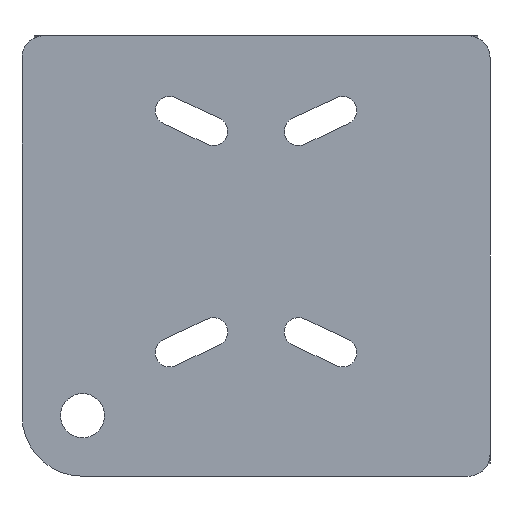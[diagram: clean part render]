
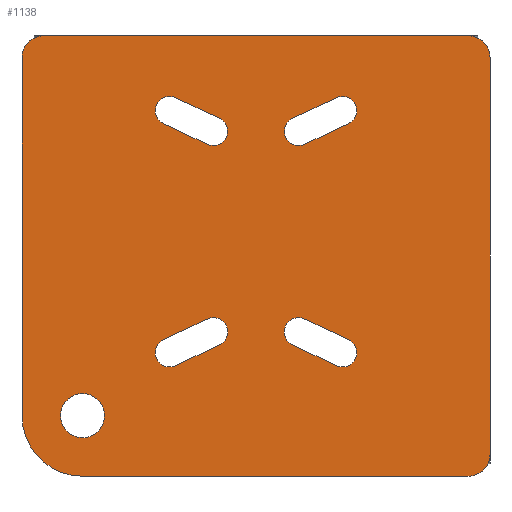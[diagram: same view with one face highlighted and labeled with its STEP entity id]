
A CAD part, front view. The second image highlights one B-rep face of the part: STEP entity #1138.
In plain terms, the highlighted planar face has unit normal (0, -1, 0).
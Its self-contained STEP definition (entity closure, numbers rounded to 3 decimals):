
#182=CARTESIAN_POINT('',(-63.,0.,-58.));
#183=DIRECTION('',(0.,-1.,0.));
#184=DIRECTION('',(-1.,0.,0.));
#185=AXIS2_PLACEMENT_3D('',#182,#183,#184);
#187=DIRECTION('',(0.,0.,1.));
#188=VECTOR('',#187,130.);
#189=CARTESIAN_POINT('',(-85.,0.,-58.));
#190=LINE('',#189,#188);
#191=DIRECTION('',(1.,0.,0.));
#192=VECTOR('',#191,154.);
#193=CARTESIAN_POINT('',(-77.,0.,80.));
#194=LINE('',#193,#192);
#195=DIRECTION('',(0.,0.,-1.));
#196=VECTOR('',#195,144.);
#197=CARTESIAN_POINT('',(85.,0.,72.));
#198=LINE('',#197,#196);
#199=DIRECTION('',(-1.,0.,0.));
#200=VECTOR('',#199,140.);
#201=CARTESIAN_POINT('',(77.,0.,-80.));
#202=LINE('',#201,#200);
#203=CARTESIAN_POINT('',(15.5,0.,45.3));
#204=DIRECTION('',(0.,1.,0.));
#205=DIRECTION('',(0.426,0.,-0.905));
#206=AXIS2_PLACEMENT_3D('',#203,#204,#205);
#208=DIRECTION('',(-0.905,0.,-0.426));
#209=VECTOR('',#208,17.6);
#210=CARTESIAN_POINT('',(33.638,0.,48.096));
#211=LINE('',#210,#209);
#212=CARTESIAN_POINT('',(31.422,0.,52.8));
#213=DIRECTION('',(0.,1.,0.));
#214=DIRECTION('',(-0.426,0.,0.905));
#215=AXIS2_PLACEMENT_3D('',#212,#213,#214);
#217=DIRECTION('',(0.905,0.,0.426));
#218=VECTOR('',#217,17.6);
#219=CARTESIAN_POINT('',(13.284,0.,50.004));
#220=LINE('',#219,#218);
#221=CARTESIAN_POINT('',(-15.5,0.,45.3));
#222=DIRECTION('',(0.,-1.,0.));
#223=DIRECTION('',(-0.426,0.,-0.905));
#224=AXIS2_PLACEMENT_3D('',#221,#222,#223);
#226=DIRECTION('',(-0.905,0.,0.426));
#227=VECTOR('',#226,17.6);
#228=CARTESIAN_POINT('',(-13.284,0.,50.004));
#229=LINE('',#228,#227);
#230=CARTESIAN_POINT('',(-31.422,0.,52.8));
#231=DIRECTION('',(0.,-1.,0.));
#232=DIRECTION('',(0.426,0.,0.905));
#233=AXIS2_PLACEMENT_3D('',#230,#231,#232);
#235=DIRECTION('',(0.905,0.,-0.426));
#236=VECTOR('',#235,17.6);
#237=CARTESIAN_POINT('',(-33.638,0.,48.096));
#238=LINE('',#237,#236);
#239=CARTESIAN_POINT('',(15.5,0.,-27.6));
#240=DIRECTION('',(0.,-1.,0.));
#241=DIRECTION('',(0.426,0.,0.905));
#242=AXIS2_PLACEMENT_3D('',#239,#240,#241);
#244=DIRECTION('',(0.905,0.,-0.426));
#245=VECTOR('',#244,17.6);
#246=CARTESIAN_POINT('',(13.284,0.,-32.304));
#247=LINE('',#246,#245);
#248=CARTESIAN_POINT('',(31.422,0.,-35.1));
#249=DIRECTION('',(0.,-1.,0.));
#250=DIRECTION('',(-0.426,0.,-0.905));
#251=AXIS2_PLACEMENT_3D('',#248,#249,#250);
#253=DIRECTION('',(-0.905,0.,0.426));
#254=VECTOR('',#253,17.6);
#255=CARTESIAN_POINT('',(33.638,0.,-30.396));
#256=LINE('',#255,#254);
#257=CARTESIAN_POINT('',(-15.5,0.,-27.6));
#258=DIRECTION('',(0.,1.,0.));
#259=DIRECTION('',(-0.426,0.,0.905));
#260=AXIS2_PLACEMENT_3D('',#257,#258,#259);
#262=DIRECTION('',(0.905,0.,0.426));
#263=VECTOR('',#262,17.6);
#264=CARTESIAN_POINT('',(-33.638,0.,-30.396));
#265=LINE('',#264,#263);
#266=CARTESIAN_POINT('',(-31.422,0.,-35.1));
#267=DIRECTION('',(0.,1.,0.));
#268=DIRECTION('',(0.426,0.,-0.905));
#269=AXIS2_PLACEMENT_3D('',#266,#267,#268);
#271=DIRECTION('',(-0.905,0.,-0.426));
#272=VECTOR('',#271,17.6);
#273=CARTESIAN_POINT('',(-13.284,0.,-32.304));
#274=LINE('',#273,#272);
#275=CARTESIAN_POINT('',(-63.,0.,-58.));
#276=DIRECTION('',(0.,-1.,0.));
#277=DIRECTION('',(0.,0.,1.));
#278=AXIS2_PLACEMENT_3D('',#275,#276,#277);
#280=CARTESIAN_POINT('',(-63.,0.,-58.));
#281=DIRECTION('',(0.,-1.,0.));
#282=DIRECTION('',(0.,0.,-1.));
#283=AXIS2_PLACEMENT_3D('',#280,#281,#282);
#298=CARTESIAN_POINT('',(-77.,0.,72.));
#299=DIRECTION('',(0.,-1.,0.));
#300=DIRECTION('',(0.,0.,1.));
#301=AXIS2_PLACEMENT_3D('',#298,#299,#300);
#316=CARTESIAN_POINT('',(77.,0.,72.));
#317=DIRECTION('',(0.,-1.,0.));
#318=DIRECTION('',(1.,0.,0.));
#319=AXIS2_PLACEMENT_3D('',#316,#317,#318);
#334=CARTESIAN_POINT('',(77.,0.,-72.));
#335=DIRECTION('',(0.,-1.,0.));
#336=DIRECTION('',(0.,0.,-1.));
#337=AXIS2_PLACEMENT_3D('',#334,#335,#336);
#712=CARTESIAN_POINT('',(85.,0.,-72.));
#714=VERTEX_POINT('',#712);
#717=CARTESIAN_POINT('',(77.,0.,-80.));
#718=VERTEX_POINT('',#717);
#720=CARTESIAN_POINT('',(77.,0.,80.));
#722=VERTEX_POINT('',#720);
#725=CARTESIAN_POINT('',(85.,0.,72.));
#726=VERTEX_POINT('',#725);
#728=CARTESIAN_POINT('',(-85.,0.,72.));
#730=VERTEX_POINT('',#728);
#733=CARTESIAN_POINT('',(-77.,0.,80.));
#734=VERTEX_POINT('',#733);
#736=CARTESIAN_POINT('',(-63.,0.,-80.));
#738=VERTEX_POINT('',#736);
#741=CARTESIAN_POINT('',(-85.,0.,-58.));
#742=VERTEX_POINT('',#741);
#757=CARTESIAN_POINT('',(17.716,0.,40.596));
#758=CARTESIAN_POINT('',(13.284,0.,50.004));
#759=VERTEX_POINT('',#757);
#760=VERTEX_POINT('',#758);
#761=CARTESIAN_POINT('',(29.206,0.,57.504));
#762=VERTEX_POINT('',#761);
#763=CARTESIAN_POINT('',(33.638,0.,48.096));
#764=VERTEX_POINT('',#763);
#773=CARTESIAN_POINT('',(-17.716,0.,40.596));
#774=CARTESIAN_POINT('',(-13.284,0.,50.004));
#775=VERTEX_POINT('',#773);
#776=VERTEX_POINT('',#774);
#777=CARTESIAN_POINT('',(-29.206,0.,57.504));
#778=VERTEX_POINT('',#777);
#779=CARTESIAN_POINT('',(-33.638,0.,48.096));
#780=VERTEX_POINT('',#779);
#789=CARTESIAN_POINT('',(17.716,0.,-22.896));
#790=CARTESIAN_POINT('',(13.284,0.,-32.304));
#791=VERTEX_POINT('',#789);
#792=VERTEX_POINT('',#790);
#793=CARTESIAN_POINT('',(29.206,0.,-39.804));
#794=VERTEX_POINT('',#793);
#795=CARTESIAN_POINT('',(33.638,0.,-30.396));
#796=VERTEX_POINT('',#795);
#805=CARTESIAN_POINT('',(-17.716,0.,-22.896));
#806=CARTESIAN_POINT('',(-13.284,0.,-32.304));
#807=VERTEX_POINT('',#805);
#808=VERTEX_POINT('',#806);
#809=CARTESIAN_POINT('',(-29.206,0.,-39.804));
#810=VERTEX_POINT('',#809);
#811=CARTESIAN_POINT('',(-33.638,0.,-30.396));
#812=VERTEX_POINT('',#811);
#907=CARTESIAN_POINT('',(-63.,0.,-50.));
#908=CARTESIAN_POINT('',(-63.,0.,-66.));
#909=VERTEX_POINT('',#907);
#910=VERTEX_POINT('',#908);
#1071=CARTESIAN_POINT('',(0.,0.,0.));
#1072=DIRECTION('',(0.,1.,0.));
#1073=DIRECTION('',(1.,0.,0.));
#1074=AXIS2_PLACEMENT_3D('',#1071,#1072,#1073);
#1075=PLANE('',#1074);
#1076=ORIENTED_EDGE('',*,*,#1052,.F.);
#1078=ORIENTED_EDGE('',*,*,#1077,.T.);
#1080=ORIENTED_EDGE('',*,*,#1079,.F.);
#1082=ORIENTED_EDGE('',*,*,#1081,.T.);
#1084=ORIENTED_EDGE('',*,*,#1083,.F.);
#1086=ORIENTED_EDGE('',*,*,#1085,.T.);
#1088=ORIENTED_EDGE('',*,*,#1087,.F.);
#1089=ORIENTED_EDGE('',*,*,#1063,.T.);
#1090=EDGE_LOOP('',(#1076,#1078,#1080,#1082,#1084,#1086,#1088,#1089));
#1091=FACE_OUTER_BOUND('',#1090,.F.);
#1093=ORIENTED_EDGE('',*,*,#1092,.F.);
#1095=ORIENTED_EDGE('',*,*,#1094,.F.);
#1097=ORIENTED_EDGE('',*,*,#1096,.F.);
#1099=ORIENTED_EDGE('',*,*,#1098,.F.);
#1100=EDGE_LOOP('',(#1093,#1095,#1097,#1099));
#1101=FACE_BOUND('',#1100,.F.);
#1103=ORIENTED_EDGE('',*,*,#1102,.T.);
#1105=ORIENTED_EDGE('',*,*,#1104,.T.);
#1107=ORIENTED_EDGE('',*,*,#1106,.T.);
#1109=ORIENTED_EDGE('',*,*,#1108,.T.);
#1110=EDGE_LOOP('',(#1103,#1105,#1107,#1109));
#1111=FACE_BOUND('',#1110,.F.);
#1113=ORIENTED_EDGE('',*,*,#1112,.T.);
#1115=ORIENTED_EDGE('',*,*,#1114,.T.);
#1117=ORIENTED_EDGE('',*,*,#1116,.T.);
#1119=ORIENTED_EDGE('',*,*,#1118,.T.);
#1120=EDGE_LOOP('',(#1113,#1115,#1117,#1119));
#1121=FACE_BOUND('',#1120,.F.);
#1123=ORIENTED_EDGE('',*,*,#1122,.F.);
#1125=ORIENTED_EDGE('',*,*,#1124,.F.);
#1127=ORIENTED_EDGE('',*,*,#1126,.F.);
#1129=ORIENTED_EDGE('',*,*,#1128,.F.);
#1130=EDGE_LOOP('',(#1123,#1125,#1127,#1129));
#1131=FACE_BOUND('',#1130,.F.);
#1133=ORIENTED_EDGE('',*,*,#1132,.T.);
#1135=ORIENTED_EDGE('',*,*,#1134,.T.);
#1136=EDGE_LOOP('',(#1133,#1135));
#1137=FACE_BOUND('',#1136,.F.);
#1138=ADVANCED_FACE('',(#1091,#1101,#1111,#1121,#1131,#1137),#1075,.F.);
#186=CIRCLE('',#185,22.);
#207=CIRCLE('',#206,5.2);
#216=CIRCLE('',#215,5.2);
#225=CIRCLE('',#224,5.2);
#234=CIRCLE('',#233,5.2);
#243=CIRCLE('',#242,5.2);
#252=CIRCLE('',#251,5.2);
#261=CIRCLE('',#260,5.2);
#270=CIRCLE('',#269,5.2);
#279=CIRCLE('',#278,8.);
#284=CIRCLE('',#283,8.);
#302=CIRCLE('',#301,8.);
#320=CIRCLE('',#319,8.);
#338=CIRCLE('',#337,8.);
#1052=EDGE_CURVE('',#742,#738,#186,.T.);
#1063=EDGE_CURVE('',#718,#738,#202,.T.);
#1077=EDGE_CURVE('',#742,#730,#190,.T.);
#1079=EDGE_CURVE('',#734,#730,#302,.T.);
#1081=EDGE_CURVE('',#734,#722,#194,.T.);
#1083=EDGE_CURVE('',#726,#722,#320,.T.);
#1085=EDGE_CURVE('',#726,#714,#198,.T.);
#1087=EDGE_CURVE('',#718,#714,#338,.T.);
#1092=EDGE_CURVE('',#759,#760,#207,.T.);
#1094=EDGE_CURVE('',#764,#759,#211,.T.);
#1096=EDGE_CURVE('',#762,#764,#216,.T.);
#1098=EDGE_CURVE('',#760,#762,#220,.T.);
#1102=EDGE_CURVE('',#775,#776,#225,.T.);
#1104=EDGE_CURVE('',#776,#778,#229,.T.);
#1106=EDGE_CURVE('',#778,#780,#234,.T.);
#1108=EDGE_CURVE('',#780,#775,#238,.T.);
#1112=EDGE_CURVE('',#791,#792,#243,.T.);
#1114=EDGE_CURVE('',#792,#794,#247,.T.);
#1116=EDGE_CURVE('',#794,#796,#252,.T.);
#1118=EDGE_CURVE('',#796,#791,#256,.T.);
#1122=EDGE_CURVE('',#807,#808,#261,.T.);
#1124=EDGE_CURVE('',#812,#807,#265,.T.);
#1126=EDGE_CURVE('',#810,#812,#270,.T.);
#1128=EDGE_CURVE('',#808,#810,#274,.T.);
#1132=EDGE_CURVE('',#909,#910,#279,.T.);
#1134=EDGE_CURVE('',#910,#909,#284,.T.);
